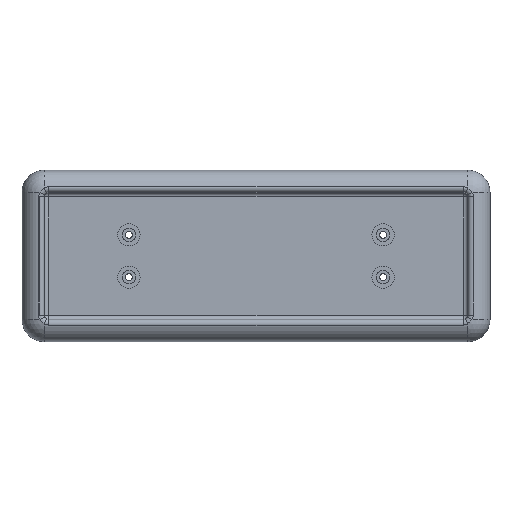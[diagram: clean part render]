
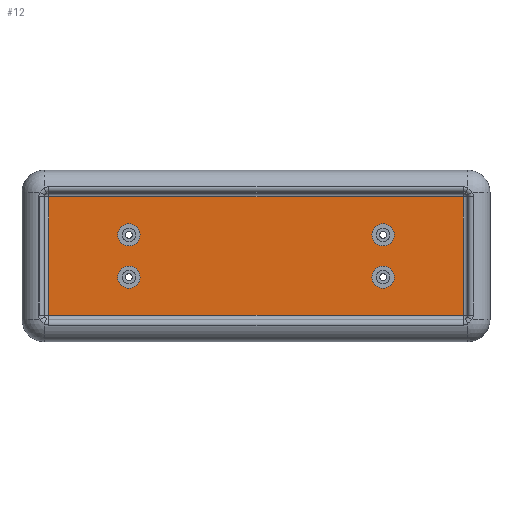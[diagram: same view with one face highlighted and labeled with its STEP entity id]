
A CAD part, top view. The second image highlights one B-rep face of the part: STEP entity #12.
In plain terms, the highlighted planar face has unit normal (0, 0, 1).
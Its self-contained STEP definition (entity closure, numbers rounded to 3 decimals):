
#12 = ADVANCED_FACE ( 'NONE', ( #3521, #1042, #2105, #1585, #1852 ), #438, .T. ) ;
#33 = CARTESIAN_POINT ( 'NONE',  ( 152.495, 19.307, 3. ) ) ;
#51 = DIRECTION ( 'NONE',  ( 1., 0., 0. ) ) ;
#65 = ORIENTED_EDGE ( 'NONE', *, *, #596, .T. ) ;
#92 = VERTEX_POINT ( 'NONE', #2214 ) ;
#148 = LINE ( 'NONE', #2103, #3403 ) ;
#176 = CARTESIAN_POINT ( 'NONE',  ( 43.196, 38.357, 3. ) ) ;
#221 = CARTESIAN_POINT ( 'NONE',  ( 152.495, 38.357, 3. ) ) ;
#236 = CARTESIAN_POINT ( 'NONE',  ( 38.196, 38.357, 3. ) ) ;
#277 = EDGE_CURVE ( 'NONE', #1113, #360, #3288, .T. ) ;
#301 = EDGE_LOOP ( 'NONE', ( #2220, #3422 ) ) ;
#306 = CARTESIAN_POINT ( 'NONE',  ( 38.196, 19.307, 3. ) ) ;
#334 = CARTESIAN_POINT ( 'NONE',  ( 157.495, 38.357, 3. ) ) ;
#337 = EDGE_CURVE ( 'NONE', #3580, #2309, #1597, .T. ) ;
#360 = VERTEX_POINT ( 'NONE', #2870 ) ;
#387 = DIRECTION ( 'NONE',  ( 0., 0., 1. ) ) ;
#410 = AXIS2_PLACEMENT_3D ( 'NONE', #306, #3324, #2795 ) ;
#430 = CIRCLE ( 'NONE', #1817, 5. ) ;
#438 = PLANE ( 'NONE',  #1234 ) ;
#529 = CIRCLE ( 'NONE', #410, 5. ) ;
#536 = DIRECTION ( 'NONE',  ( 1., 0., 0. ) ) ;
#566 = CARTESIAN_POINT ( 'NONE',  ( 147.495, 38.357, 3. ) ) ;
#582 = DIRECTION ( 'NONE',  ( 0., 0., 1. ) ) ;
#595 = DIRECTION ( 'NONE',  ( 0., -1., 0. ) ) ;
#596 = EDGE_CURVE ( 'NONE', #92, #1047, #1974, .T. ) ;
#663 = EDGE_LOOP ( 'NONE', ( #1788, #2211 ) ) ;
#664 = ORIENTED_EDGE ( 'NONE', *, *, #1910, .T. ) ;
#681 = EDGE_LOOP ( 'NONE', ( #3492, #3273 ) ) ;
#708 = DIRECTION ( 'NONE',  ( -1., 0., 0. ) ) ;
#738 = ORIENTED_EDGE ( 'NONE', *, *, #1916, .F. ) ;
#755 = VERTEX_POINT ( 'NONE', #3268 ) ;
#766 = DIRECTION ( 'NONE',  ( 1., 0., 0. ) ) ;
#810 = DIRECTION ( 'NONE',  ( 0., 0., 1. ) ) ;
#854 = AXIS2_PLACEMENT_3D ( 'NONE', #2182, #810, #2422 ) ;
#942 = LINE ( 'NONE', #1506, #1053 ) ;
#971 = CARTESIAN_POINT ( 'NONE',  ( 157.496, 19.307, 3. ) ) ;
#1042 = FACE_BOUND ( 'NONE', #301, .T. ) ;
#1047 = VERTEX_POINT ( 'NONE', #2541 ) ;
#1053 = VECTOR ( 'NONE', #2481, 1000. ) ;
#1066 = EDGE_CURVE ( 'NONE', #3241, #1733, #3460, .T. ) ;
#1072 = CARTESIAN_POINT ( 'NONE',  ( 33.196, 19.307, 3. ) ) ;
#1113 = VERTEX_POINT ( 'NONE', #176 ) ;
#1149 = VERTEX_POINT ( 'NONE', #1860 ) ;
#1234 = AXIS2_PLACEMENT_3D ( 'NONE', #2147, #3198, #2991 ) ;
#1309 = CARTESIAN_POINT ( 'NONE',  ( 188.596, 2.257, 3. ) ) ;
#1311 = CARTESIAN_POINT ( 'NONE',  ( 152.495, 19.307, 3. ) ) ;
#1338 = EDGE_CURVE ( 'NONE', #755, #2201, #1833, .T. ) ;
#1428 = LINE ( 'NONE', #2033, #1512 ) ;
#1506 = CARTESIAN_POINT ( 'NONE',  ( 190.596, 2.257, 3. ) ) ;
#1512 = VECTOR ( 'NONE', #1709, 1000. ) ;
#1563 = EDGE_CURVE ( 'NONE', #1733, #3241, #3394, .T. ) ;
#1585 = FACE_BOUND ( 'NONE', #1934, .T. ) ;
#1597 = CIRCLE ( 'NONE', #2821, 5. ) ;
#1707 = AXIS2_PLACEMENT_3D ( 'NONE', #1760, #582, #3139 ) ;
#1709 = DIRECTION ( 'NONE',  ( 0., 1., 0. ) ) ;
#1723 = EDGE_CURVE ( 'NONE', #1950, #1149, #1428, .T. ) ;
#1733 = VERTEX_POINT ( 'NONE', #566 ) ;
#1760 = CARTESIAN_POINT ( 'NONE',  ( 38.196, 38.357, 3. ) ) ;
#1761 = DIRECTION ( 'NONE',  ( 1., 0., 0. ) ) ;
#1788 = ORIENTED_EDGE ( 'NONE', *, *, #3191, .F. ) ;
#1817 = AXIS2_PLACEMENT_3D ( 'NONE', #1311, #3518, #766 ) ;
#1821 = CARTESIAN_POINT ( 'NONE',  ( 43.196, 19.307, 3. ) ) ;
#1833 = CIRCLE ( 'NONE', #2880, 5. ) ;
#1852 = FACE_BOUND ( 'NONE', #663, .T. ) ;
#1860 = CARTESIAN_POINT ( 'NONE',  ( 188.596, 55.407, 3. ) ) ;
#1910 = EDGE_CURVE ( 'NONE', #1047, #1950, #942, .T. ) ;
#1916 = EDGE_CURVE ( 'NONE', #2309, #3580, #529, .T. ) ;
#1918 = DIRECTION ( 'NONE',  ( 0., 0., 1. ) ) ;
#1934 = EDGE_LOOP ( 'NONE', ( #2933, #738 ) ) ;
#1950 = VERTEX_POINT ( 'NONE', #1309 ) ;
#1974 = LINE ( 'NONE', #3359, #2351 ) ;
#2033 = CARTESIAN_POINT ( 'NONE',  ( 188.596, 57.407, 3. ) ) ;
#2103 = CARTESIAN_POINT ( 'NONE',  ( 0.095, 55.407, 3. ) ) ;
#2105 = FACE_BOUND ( 'NONE', #681, .T. ) ;
#2147 = CARTESIAN_POINT ( 'NONE',  ( 0., 0., 3. ) ) ;
#2176 = AXIS2_PLACEMENT_3D ( 'NONE', #221, #2346, #3207 ) ;
#2182 = CARTESIAN_POINT ( 'NONE',  ( 152.495, 38.357, 3. ) ) ;
#2201 = VERTEX_POINT ( 'NONE', #971 ) ;
#2211 = ORIENTED_EDGE ( 'NONE', *, *, #277, .F. ) ;
#2214 = CARTESIAN_POINT ( 'NONE',  ( 2.095, 55.407, 3. ) ) ;
#2220 = ORIENTED_EDGE ( 'NONE', *, *, #1338, .F. ) ;
#2278 = ORIENTED_EDGE ( 'NONE', *, *, #2964, .T. ) ;
#2309 = VERTEX_POINT ( 'NONE', #1821 ) ;
#2319 = DIRECTION ( 'NONE',  ( 0., 0., 1. ) ) ;
#2338 = AXIS2_PLACEMENT_3D ( 'NONE', #236, #1918, #536 ) ;
#2346 = DIRECTION ( 'NONE',  ( 0., 0., 1. ) ) ;
#2351 = VECTOR ( 'NONE', #595, 1000. ) ;
#2422 = DIRECTION ( 'NONE',  ( 1., 0., 0. ) ) ;
#2481 = DIRECTION ( 'NONE',  ( 1., 0., 0. ) ) ;
#2541 = CARTESIAN_POINT ( 'NONE',  ( 2.095, 2.257, 3. ) ) ;
#2719 = ORIENTED_EDGE ( 'NONE', *, *, #1723, .T. ) ;
#2795 = DIRECTION ( 'NONE',  ( 1., 0., 0. ) ) ;
#2821 = AXIS2_PLACEMENT_3D ( 'NONE', #3449, #2319, #1761 ) ;
#2870 = CARTESIAN_POINT ( 'NONE',  ( 33.196, 38.357, 3. ) ) ;
#2880 = AXIS2_PLACEMENT_3D ( 'NONE', #33, #387, #51 ) ;
#2897 = EDGE_LOOP ( 'NONE', ( #664, #2719, #2278, #65 ) ) ;
#2924 = CIRCLE ( 'NONE', #1707, 5. ) ;
#2933 = ORIENTED_EDGE ( 'NONE', *, *, #337, .F. ) ;
#2964 = EDGE_CURVE ( 'NONE', #1149, #92, #148, .T. ) ;
#2991 = DIRECTION ( 'NONE',  ( 1., 0., 0. ) ) ;
#3139 = DIRECTION ( 'NONE',  ( 1., 0., 0. ) ) ;
#3191 = EDGE_CURVE ( 'NONE', #360, #1113, #2924, .T. ) ;
#3198 = DIRECTION ( 'NONE',  ( 0., 0., 1. ) ) ;
#3207 = DIRECTION ( 'NONE',  ( 1., 0., 0. ) ) ;
#3241 = VERTEX_POINT ( 'NONE', #334 ) ;
#3268 = CARTESIAN_POINT ( 'NONE',  ( 147.495, 19.307, 3. ) ) ;
#3273 = ORIENTED_EDGE ( 'NONE', *, *, #1066, .F. ) ;
#3288 = CIRCLE ( 'NONE', #2338, 5. ) ;
#3324 = DIRECTION ( 'NONE',  ( 0., 0., 1. ) ) ;
#3359 = CARTESIAN_POINT ( 'NONE',  ( 2.095, 0.257, 3. ) ) ;
#3394 = CIRCLE ( 'NONE', #854, 5. ) ;
#3403 = VECTOR ( 'NONE', #708, 1000. ) ;
#3422 = ORIENTED_EDGE ( 'NONE', *, *, #3459, .F. ) ;
#3449 = CARTESIAN_POINT ( 'NONE',  ( 38.196, 19.307, 3. ) ) ;
#3459 = EDGE_CURVE ( 'NONE', #2201, #755, #430, .T. ) ;
#3460 = CIRCLE ( 'NONE', #2176, 5. ) ;
#3492 = ORIENTED_EDGE ( 'NONE', *, *, #1563, .F. ) ;
#3518 = DIRECTION ( 'NONE',  ( 0., 0., 1. ) ) ;
#3521 = FACE_OUTER_BOUND ( 'NONE', #2897, .T. ) ;
#3580 = VERTEX_POINT ( 'NONE', #1072 ) ;
